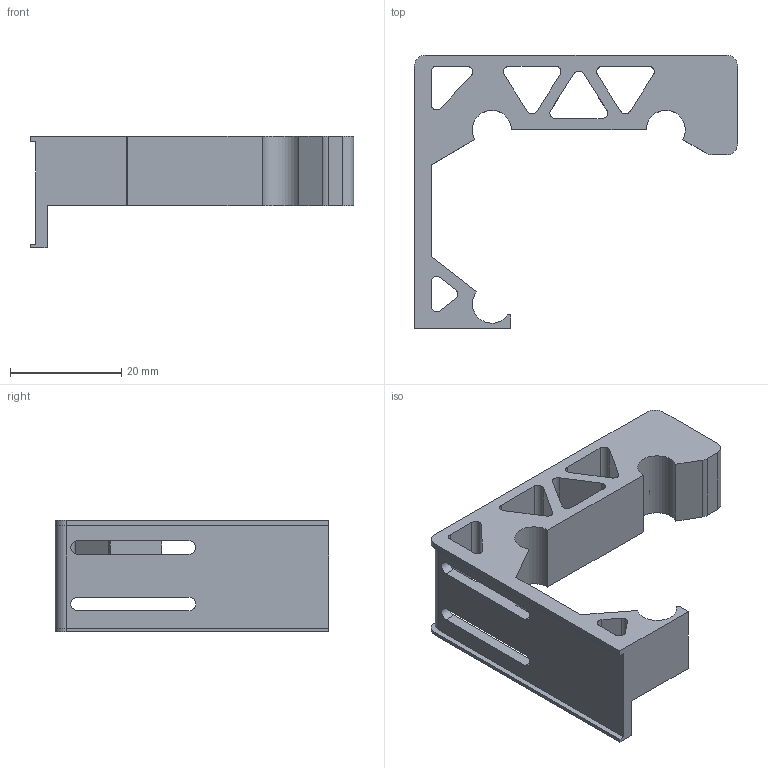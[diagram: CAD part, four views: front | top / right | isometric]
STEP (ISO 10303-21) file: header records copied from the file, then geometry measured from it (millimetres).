
FILE_DESCRIPTION(/* description */ (''),/* implementation_level */ '2;1');
FILE_NAME(/* name */ 'X_Axis_SensorClipOn.step',/* time_stamp */ '2019-10-28T16:03:15+01:00',/* author */ (''),/* organization */ (''),/* preprocessor_version */ 'ST-DEVELOPER v18',/* originating_system */ 'Autodesk Translation Framework v8.6.0.1094',/* authorisation */ '');
FILE_SCHEMA (('AUTOMOTIVE_DESIGN { 1 0 10303 214 3 1 1 }'));
Length unit declared in the file: millimetre
Products named in the file (1): ClipOn
Bounding box: 58 x 49.1 x 20 mm (x, y, z)
Volume: 9464.5 mm3; surface area: 7389.9 mm2
Topology: 1 solids, 1 shells, 70 faces, 218 edges, 145 vertices
Faces by surface type: plane 39, cylinder 30, cone 1
Full cylindrical faces by diameter (mm): 5 x1
Entity records: 2506 total; most frequent: CARTESIAN_POINT 442, ORIENTED_EDGE 434, DIRECTION 423, EDGE_CURVE 217, LINE 151, VECTOR 151, VERTEX_POINT 145, AXIS2_PLACEMENT_3D 136
